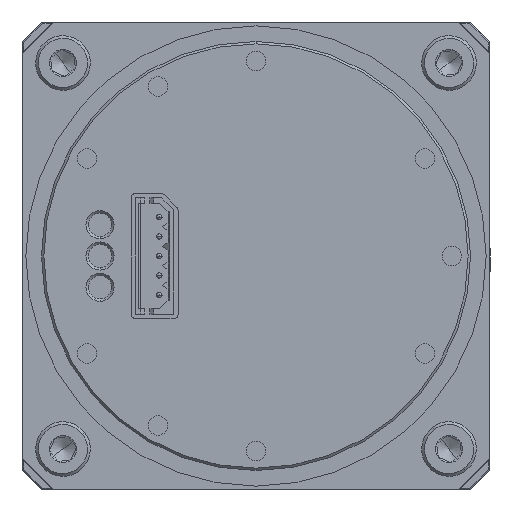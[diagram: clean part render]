
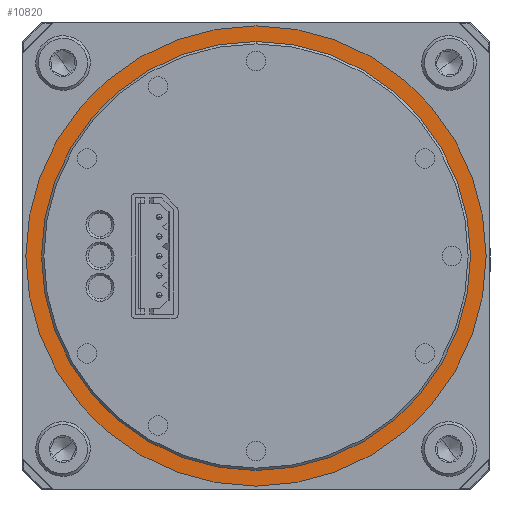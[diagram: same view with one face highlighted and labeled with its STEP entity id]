
A CAD part, left-side view. The second image highlights one B-rep face of the part: STEP entity #10820.
In plain terms, the highlighted planar face has unit normal (-1, 0, 0).
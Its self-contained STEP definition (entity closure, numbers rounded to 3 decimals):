
#1409 = CARTESIAN_POINT ( 'NONE',  ( -5., 29.5, 0. ) ) ;
#1834 = CARTESIAN_POINT ( 'NONE',  ( -5., 0., 27.5 ) ) ;
#3076 = DIRECTION ( 'NONE',  ( 1., 0., 0. ) ) ;
#3162 = ORIENTED_EDGE ( 'NONE', *, *, #17752, .T. ) ;
#3275 = AXIS2_PLACEMENT_3D ( 'NONE', #7969, #20815, #15301 ) ;
#3693 = AXIS2_PLACEMENT_3D ( 'NONE', #18728, #7690, #9551 ) ;
#5262 = FACE_OUTER_BOUND ( 'NONE', #8498, .T. ) ;
#5345 = DIRECTION ( 'NONE',  ( 0., 0., 1. ) ) ;
#7000 = EDGE_CURVE ( 'NONE', #15249, #21434, #15507, .T. ) ;
#7018 = CARTESIAN_POINT ( 'NONE',  ( -5., 0., 0. ) ) ;
#7690 = DIRECTION ( 'NONE',  ( -1., 0., 0. ) ) ;
#7932 = ORIENTED_EDGE ( 'NONE', *, *, #7000, .T. ) ;
#7969 = CARTESIAN_POINT ( 'NONE',  ( -5., 0., 0. ) ) ;
#8498 = EDGE_LOOP ( 'NONE', ( #7932, #3162 ) ) ;
#8545 = AXIS2_PLACEMENT_3D ( 'NONE', #7018, #19860, #5345 ) ;
#9426 = EDGE_CURVE ( 'NONE', #20890, #17165, #21244, .T. ) ;
#9551 = DIRECTION ( 'NONE',  ( 0., 0., 1. ) ) ;
#10820 = ADVANCED_FACE ( 'NONE', ( #14704, #5262 ), #20877, .F. ) ;
#10891 = ORIENTED_EDGE ( 'NONE', *, *, #18586, .F. ) ;
#11166 = ORIENTED_EDGE ( 'NONE', *, *, #9426, .F. ) ;
#12535 = CARTESIAN_POINT ( 'NONE',  ( -5., 0., -29.5 ) ) ;
#14298 = DIRECTION ( 'NONE',  ( -1., 0., 0. ) ) ;
#14704 = FACE_BOUND ( 'NONE', #20356, .T. ) ;
#15249 = VERTEX_POINT ( 'NONE', #17346 ) ;
#15301 = DIRECTION ( 'NONE',  ( 0., 0., 1. ) ) ;
#15507 = CIRCLE ( 'NONE', #3693, 29.5 ) ;
#17165 = VERTEX_POINT ( 'NONE', #17318 ) ;
#17318 = CARTESIAN_POINT ( 'NONE',  ( -5., 0., -27.5 ) ) ;
#17346 = CARTESIAN_POINT ( 'NONE',  ( -5., 0., 29.5 ) ) ;
#17752 = EDGE_CURVE ( 'NONE', #21434, #15249, #20058, .T. ) ;
#18586 = EDGE_CURVE ( 'NONE', #17165, #20890, #21818, .T. ) ;
#18728 = CARTESIAN_POINT ( 'NONE',  ( -5., 0., 0. ) ) ;
#19652 = AXIS2_PLACEMENT_3D ( 'NONE', #1409, #3076, #21592 ) ;
#19677 = DIRECTION ( 'NONE',  ( 0., 0., 1. ) ) ;
#19860 = DIRECTION ( 'NONE',  ( -1., 0., 0. ) ) ;
#20058 = CIRCLE ( 'NONE', #22022, 29.5 ) ;
#20356 = EDGE_LOOP ( 'NONE', ( #11166, #10891 ) ) ;
#20815 = DIRECTION ( 'NONE',  ( -1., 0., 0. ) ) ;
#20877 = PLANE ( 'NONE',  #19652 ) ;
#20890 = VERTEX_POINT ( 'NONE', #1834 ) ;
#21244 = CIRCLE ( 'NONE', #3275, 27.5 ) ;
#21420 = CARTESIAN_POINT ( 'NONE',  ( -5., 0., 0. ) ) ;
#21434 = VERTEX_POINT ( 'NONE', #12535 ) ;
#21592 = DIRECTION ( 'NONE',  ( 0., 0., -1. ) ) ;
#21818 = CIRCLE ( 'NONE', #8545, 27.5 ) ;
#22022 = AXIS2_PLACEMENT_3D ( 'NONE', #21420, #14298, #19677 ) ;
